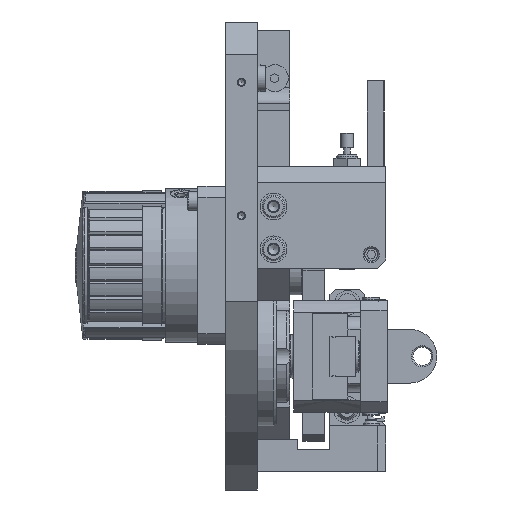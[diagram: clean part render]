
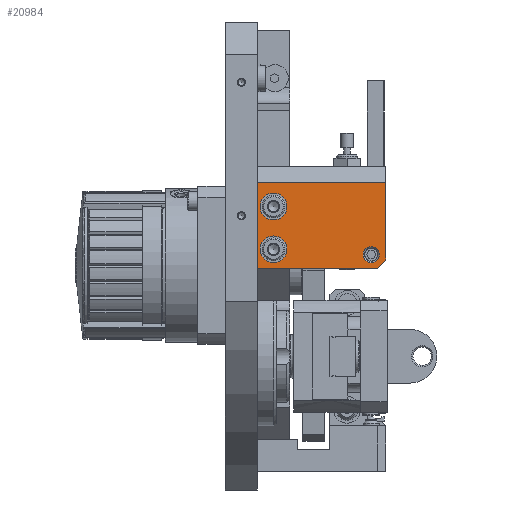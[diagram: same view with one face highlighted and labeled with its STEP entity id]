
A CAD part, front view. The second image highlights one B-rep face of the part: STEP entity #20984.
In plain terms, the highlighted face is planar.
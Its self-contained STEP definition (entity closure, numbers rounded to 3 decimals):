
#1367=PLANE('',#23921);
#2415=LINE('',#36042,#3649);
#2417=LINE('',#36046,#3651);
#2421=LINE('',#36060,#3655);
#2422=LINE('',#36061,#3656);
#2423=LINE('',#36063,#3657);
#3649=VECTOR('',#29065,1000.);
#3651=VECTOR('',#29069,1000.);
#3655=VECTOR('',#29081,1000.);
#3656=VECTOR('',#29082,1000.);
#3657=VECTOR('',#29083,1000.);
#7565=ORIENTED_EDGE('',*,*,#11168,.F.);
#7566=ORIENTED_EDGE('',*,*,#11169,.F.);
#7567=ORIENTED_EDGE('',*,*,#11170,.F.);
#7568=ORIENTED_EDGE('',*,*,#11164,.T.);
#7569=ORIENTED_EDGE('',*,*,#11171,.T.);
#7570=ORIENTED_EDGE('',*,*,#11162,.T.);
#7571=ORIENTED_EDGE('',*,*,#11172,.T.);
#7572=ORIENTED_EDGE('',*,*,#11173,.T.);
#11162=EDGE_CURVE('',#13361,#13363,#2415,.T.);
#11164=EDGE_CURVE('',#13365,#13364,#2417,.T.);
#11168=EDGE_CURVE('',#13368,#13368,#14853,.T.);
#11169=EDGE_CURVE('',#13369,#13369,#14854,.T.);
#11170=EDGE_CURVE('',#13370,#13370,#14855,.T.);
#11171=EDGE_CURVE('',#13364,#13361,#2421,.T.);
#11172=EDGE_CURVE('',#13363,#13371,#2422,.T.);
#11173=EDGE_CURVE('',#13371,#13365,#2423,.T.);
#13361=VERTEX_POINT('',#36037);
#13363=VERTEX_POINT('',#36041);
#13364=VERTEX_POINT('',#36045);
#13365=VERTEX_POINT('',#36047);
#13368=VERTEX_POINT('',#36055);
#13369=VERTEX_POINT('',#36057);
#13370=VERTEX_POINT('',#36059);
#13371=VERTEX_POINT('',#36062);
#14853=CIRCLE('',#23922,3.);
#14854=CIRCLE('',#23923,5.);
#14855=CIRCLE('',#23924,5.);
#16581=EDGE_LOOP('',(#7565));
#16582=EDGE_LOOP('',(#7566));
#16583=EDGE_LOOP('',(#7567));
#16584=EDGE_LOOP('',(#7568,#7569,#7570,#7571,#7572));
#18797=FACE_BOUND('',#16581,.T.);
#18798=FACE_BOUND('',#16582,.T.);
#18799=FACE_BOUND('',#16583,.T.);
#18800=FACE_BOUND('',#16584,.T.);
#20984=ADVANCED_FACE('',(#18797,#18798,#18799,#18800),#1367,.T.);
#23921=AXIS2_PLACEMENT_3D('',#36053,#29073,#29074);
#23922=AXIS2_PLACEMENT_3D('',#36054,#29075,#29076);
#23923=AXIS2_PLACEMENT_3D('',#36056,#29077,#29078);
#23924=AXIS2_PLACEMENT_3D('',#36058,#29079,#29080);
#29065=DIRECTION('',(0.,0.,-1.));
#29069=DIRECTION('',(0.,0.,1.));
#29073=DIRECTION('',(1.,0.,0.));
#29074=DIRECTION('',(0.,0.,-1.));
#29075=DIRECTION('',(1.,0.,0.));
#29076=DIRECTION('',(0.,0.,-1.));
#29077=DIRECTION('',(1.,0.,0.));
#29078=DIRECTION('',(0.,0.,-1.));
#29079=DIRECTION('',(1.,0.,0.));
#29080=DIRECTION('',(0.,0.,-1.));
#29081=DIRECTION('',(0.,-1.,0.));
#29082=DIRECTION('',(0.,1.,0.));
#29083=DIRECTION('',(0.,0.707,0.707));
#36037=CARTESIAN_POINT('',(12.,0.,13.));
#36041=CARTESIAN_POINT('',(12.,0.,-19.));
#36042=CARTESIAN_POINT('',(12.,0.,19.));
#36045=CARTESIAN_POINT('',(12.,48.,13.));
#36046=CARTESIAN_POINT('',(12.,48.,-16.));
#36047=CARTESIAN_POINT('',(12.,48.,-16.));
#36053=CARTESIAN_POINT('',(12.,0.,0.));
#36054=CARTESIAN_POINT('',(12.,42.5,-14.));
#36055=CARTESIAN_POINT('',(12.,42.5,-17.));
#36056=CARTESIAN_POINT('',(12.,6.,4.));
#36057=CARTESIAN_POINT('',(12.,6.,-1.));
#36058=CARTESIAN_POINT('',(12.,6.,-12.));
#36059=CARTESIAN_POINT('',(12.,6.,-17.));
#36060=CARTESIAN_POINT('',(12.,48.,13.));
#36061=CARTESIAN_POINT('',(12.,0.,-19.));
#36062=CARTESIAN_POINT('',(12.,45.,-19.));
#36063=CARTESIAN_POINT('',(12.,45.,-19.));
